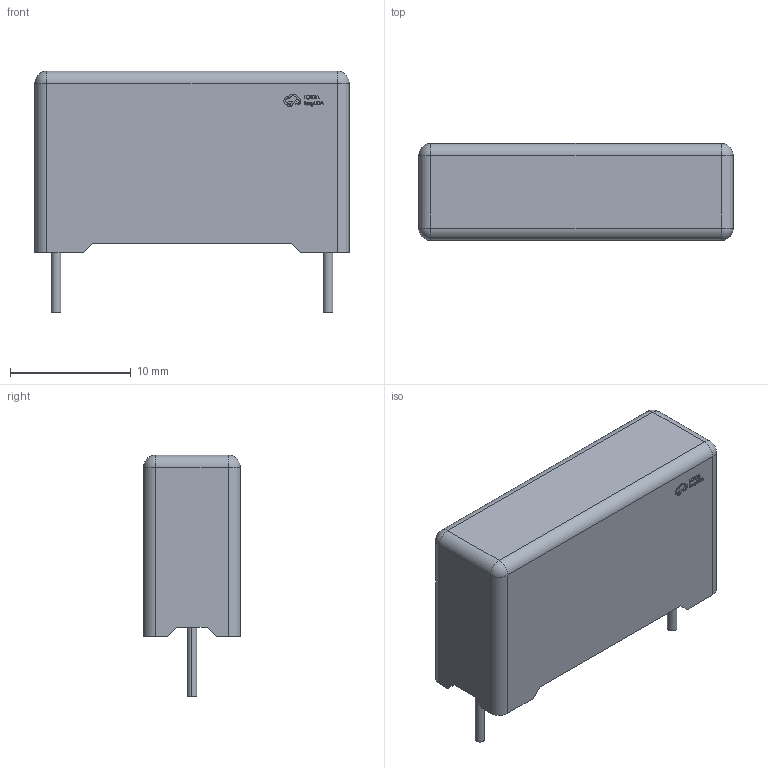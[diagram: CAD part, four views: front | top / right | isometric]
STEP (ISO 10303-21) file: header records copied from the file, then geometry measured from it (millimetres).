
FILE_DESCRIPTION (( 'STEP AP214' ), '1' );
FILE_NAME ('CAP-TH_L26.0-W8.0-P22.50-D0.8.STEP', '2022-11-16T13:19:30', ( '' ), ( '' ), 'SwSTEP 2.0', 'SolidWorks 2020', '' );
FILE_SCHEMA (( 'AUTOMOTIVE_DESIGN' ));
Length unit declared in the file: millimetre
Products named in the file (1): CAP-TH_L26.0-W8.0-P22.50-D0.8
Bounding box: 26 x 8.01 x 20 mm (x, y, z)
Volume: 2909.1 mm3; surface area: 1412.9 mm2
Topology: 1 solids, 1 shells, 272 faces, 739 edges, 486 vertices
Faces by surface type: plane 154, bspline 98, cylinder 16, sphere 4
Entity records: 12013 total; most frequent: CARTESIAN_POINT 2800, ORIENTED_EDGE 1470, DIRECTION 917, EDGE_CURVE 735, LINE 503, VECTOR 503, VERTEX_POINT 486, EDGE_LOOP 293
